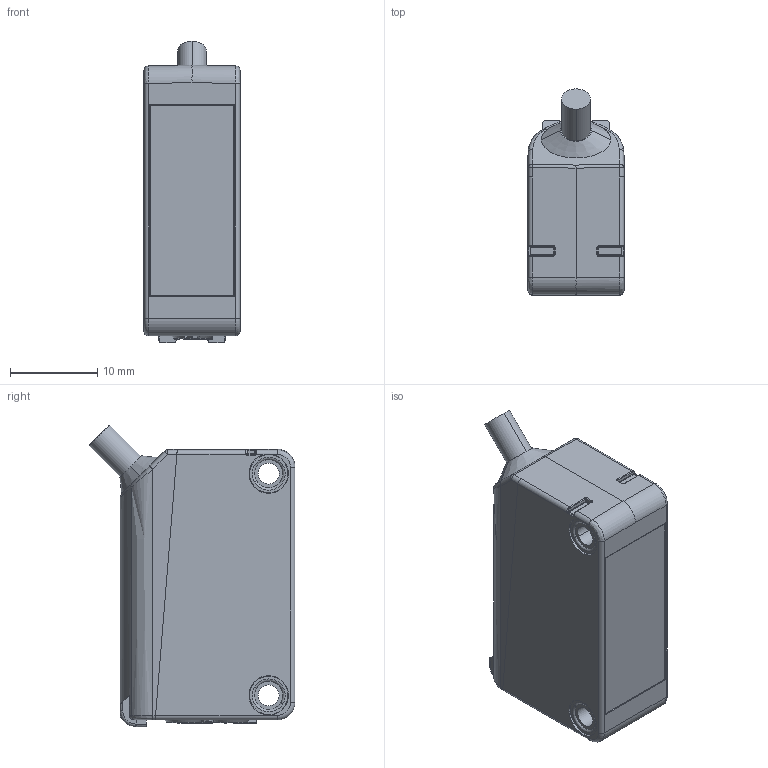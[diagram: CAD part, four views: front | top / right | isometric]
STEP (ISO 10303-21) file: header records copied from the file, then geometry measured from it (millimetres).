
FILE_DESCRIPTION((''),'2;1');
FILE_NAME('CAD1039_ML100-8_115NNN','2009-02-20T',('mflender'),(''),'PRO/ENGINEER BY PARAMETRIC TECHNOLOGY CORPORATION, 2006300','PRO/ENGINEER BY PARAMETRIC TECHNOLOGY CORPORATION, 2006300','');
FILE_SCHEMA(('CONFIG_CONTROL_DESIGN'));
Length unit declared in the file: millimetre
Products named in the file (1): CAD1039_ML100-8_115NNN
Bounding box: 11 x 23.57 x 34.55 mm (x, y, z)
Volume: 6361.6 mm3; surface area: 2521.1 mm2
Topology: 1 solids, 1 shells, 400 faces, 1009 edges, 639 vertices
Faces by surface type: plane 160, cylinder 120, torus 51, bspline 41, sphere 16, cone 12
Entity records: 17471 total; most frequent: CARTESIAN_POINT 4863, ORIENTED_EDGE 1984, DIRECTION 1893, PRESENTATION_STYLE_ASSIGNMENT 1027, STYLED_ITEM 1021, CURVE_STYLE 1012, EDGE_CURVE 992, AXIS2_PLACEMENT_3D 695
